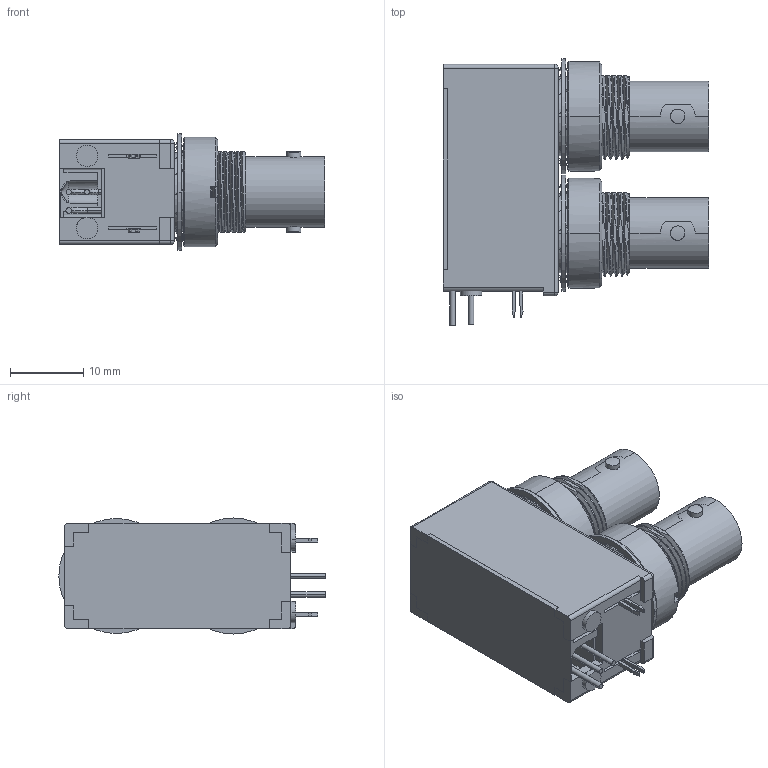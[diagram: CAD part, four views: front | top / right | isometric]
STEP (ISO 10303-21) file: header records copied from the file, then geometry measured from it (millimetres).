
FILE_DESCRIPTION((''),'2;1');
FILE_NAME('31-6051','2016-01-05T',('Rajagopal'),(''),'PRO/ENGINEER BY PARAMETRIC TECHNOLOGY CORPORATION, 2014440','PRO/ENGINEER BY PARAMETRIC TECHNOLOGY CORPORATION, 2014440','');
FILE_SCHEMA(('CONFIG_CONTROL_DESIGN'));
Length unit declared in the file: millimetre
Products named in the file (1): 31-6051
Bounding box: 36.33 x 36.46 x 15.88 mm (x, y, z)
Surface area: 8816.2 mm2 (no closed solid volume)
Topology: 0 solids, 17 shells, 574 faces, 1833 edges, 1238 vertices
Faces by surface type: plane 230, cylinder 184, bspline 111, cone 39, torus 6, sphere 4
Entity records: 37916 total; most frequent: CARTESIAN_POINT 23055, ORIENTED_EDGE 3169, DIRECTION 2569, EDGE_CURVE 1832, VERTEX_POINT 1238, VECTOR 1057, LINE 1057, AXIS2_PLACEMENT_3D 756
